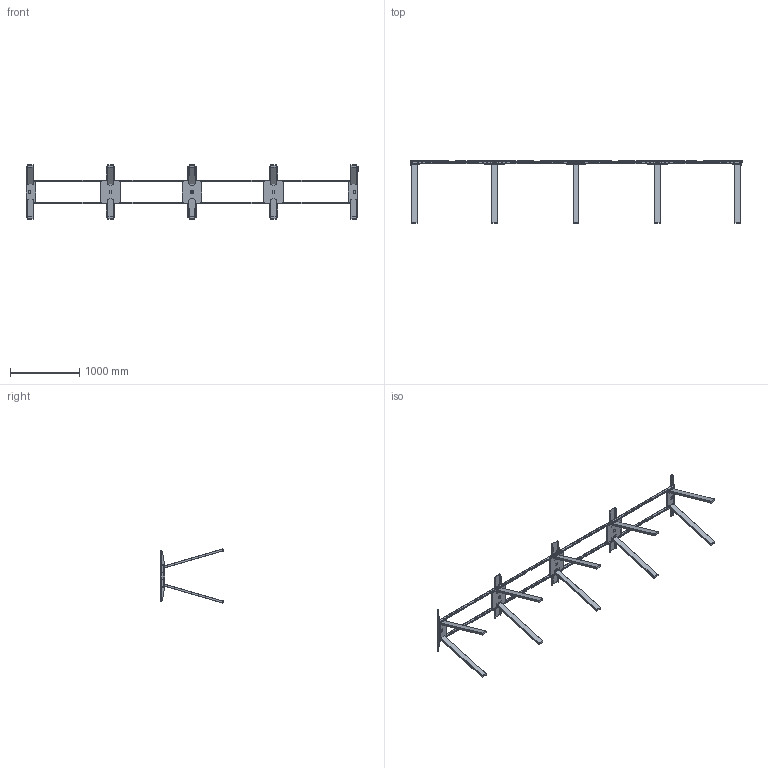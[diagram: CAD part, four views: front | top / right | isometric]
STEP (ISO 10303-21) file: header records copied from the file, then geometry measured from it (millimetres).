
FILE_DESCRIPTION (( 'STEP AP203' ), '1' );
FILE_NAME ('V-5 Aero Flex_höjd 900_50554x+50555x.STEP', '2019-04-01T07:27:57', ( '' ), ( '' ), 'SwSTEP 2.0', 'SolidWorks 2017', '' );
FILE_SCHEMA (( 'CONFIG_CONTROL_DESIGN' ));
Products named in the file (1): V-5 Aero Flex_h鐱d 900_50554x+50555x
Bounding box: 4779 x 899.33 x 778.99 mm (x, y, z)
Surface area: 5699474.5 mm2 (no closed solid volume)
Topology: 0 solids, 359 shells, 1490 faces, 5854 edges, 4650 vertices
Faces by surface type: plane 700, cylinder 570, cone 146, bspline 72, torus 2
Entity records: 63509 total; most frequent: CARTESIAN_POINT 13879, DIRECTION 10794, ORIENTED_EDGE 7922, EDGE_CURVE 5854, VERTEX_POINT 4650, AXIS2_PLACEMENT_3D 3869, VECTOR 3056, LINE 3056
